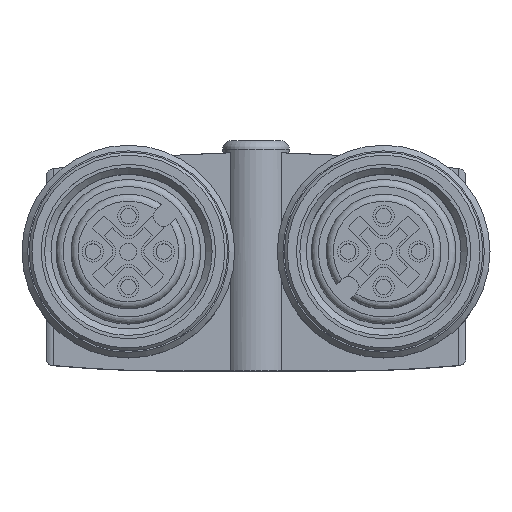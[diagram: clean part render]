
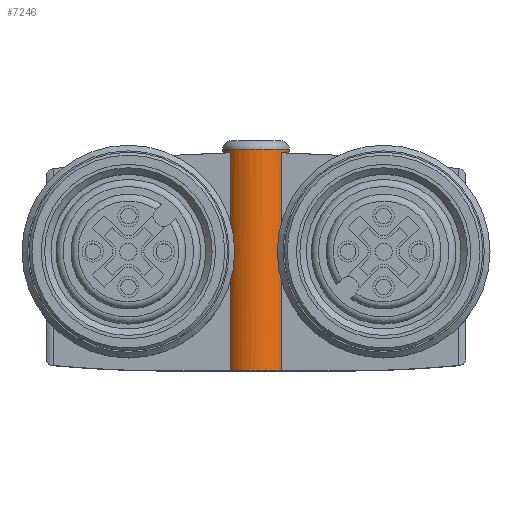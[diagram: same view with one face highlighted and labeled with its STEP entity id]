
A CAD part, top view. The second image highlights one B-rep face of the part: STEP entity #7246.
In plain terms, the highlighted cylindrical face has radius 2.35 mm (diameter 4.7 mm), a full revolution.
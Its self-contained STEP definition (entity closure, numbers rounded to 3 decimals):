
#247=B_SPLINE_CURVE_WITH_KNOTS('',3,(#10286,#10287,#10288,#10289,#10290,
#10291,#10292,#10293,#10294,#10295,#10296),.UNSPECIFIED.,.F.,.F.,(4,1,1,
1,1,1,1,1,4),(0.,0.001,0.003,0.004,
0.005,0.007,0.008,0.009,
0.011),.UNSPECIFIED.);
#311=LINE('',#10228,#699);
#326=LINE('',#10310,#714);
#699=VECTOR('',#8363,1000.);
#714=VECTOR('',#8410,1000.);
#1205=ORIENTED_EDGE('',*,*,#2658,.F.);
#1206=ORIENTED_EDGE('',*,*,#2680,.T.);
#1207=ORIENTED_EDGE('',*,*,#2674,.T.);
#1208=ORIENTED_EDGE('',*,*,#2649,.T.);
#1209=ORIENTED_EDGE('',*,*,#2703,.T.);
#2649=EDGE_CURVE('',#3406,#3405,#311,.T.);
#2658=EDGE_CURVE('',#3414,#3405,#3915,.T.);
#2674=EDGE_CURVE('',#3426,#3406,#247,.T.);
#2680=EDGE_CURVE('',#3414,#3426,#326,.F.);
#2703=EDGE_CURVE('',#3442,#3442,#3922,.T.);
#3405=VERTEX_POINT('',#10227);
#3406=VERTEX_POINT('',#10229);
#3414=VERTEX_POINT('',#10247);
#3426=VERTEX_POINT('',#10297);
#3442=VERTEX_POINT('',#10391);
#3915=CIRCLE('',#7625,2.35);
#3922=CIRCLE('',#7644,2.35);
#4252=EDGE_LOOP('',(#1205,#1206,#1207,#1208));
#4253=EDGE_LOOP('',(#1209));
#4737=FACE_BOUND('',#4252,.T.);
#4738=FACE_BOUND('',#4253,.T.);
#5207=CYLINDRICAL_SURFACE('',#7643,2.35);
#7246=ADVANCED_FACE('',(#4737,#4738),#5207,.T.);
#7625=AXIS2_PLACEMENT_3D('',#10248,#8380,#8381);
#7643=AXIS2_PLACEMENT_3D('',#10389,#8437,#8438);
#7644=AXIS2_PLACEMENT_3D('',#10390,#8439,#8440);
#8363=DIRECTION('',(0.,-1.,0.));
#8380=DIRECTION('',(0.,-1.,0.));
#8381=DIRECTION('',(0.,0.,-1.));
#8410=DIRECTION('',(0.,-1.,0.));
#8437=DIRECTION('',(0.,-1.,0.));
#8438=DIRECTION('',(0.,0.,-1.));
#8439=DIRECTION('',(0.,-1.,0.));
#8440=DIRECTION('',(0.,0.,-1.));
#10227=CARTESIAN_POINT('',(1.809,-8.4,0.));
#10228=CARTESIAN_POINT('',(1.809,-8.4,0.));
#10229=CARTESIAN_POINT('',(1.809,6.982,0.));
#10247=CARTESIAN_POINT('',(-1.809,-8.4,0.));
#10248=CARTESIAN_POINT('',(0.,-8.4,1.5));
#10286=CARTESIAN_POINT('',(-1.809,6.982,0.));
#10287=CARTESIAN_POINT('',(-2.095,6.976,0.344));
#10288=CARTESIAN_POINT('',(-2.457,6.966,1.184));
#10289=CARTESIAN_POINT('',(-2.244,6.973,2.555));
#10290=CARTESIAN_POINT('',(-1.329,6.993,3.592));
#10291=CARTESIAN_POINT('',(-0.003,7.004,3.979));
#10292=CARTESIAN_POINT('',(1.328,6.993,3.593));
#10293=CARTESIAN_POINT('',(2.243,6.973,2.555));
#10294=CARTESIAN_POINT('',(2.459,6.966,1.19));
#10295=CARTESIAN_POINT('',(2.095,6.976,0.344));
#10296=CARTESIAN_POINT('',(1.809,6.982,0.));
#10297=CARTESIAN_POINT('',(-1.809,6.982,0.));
#10310=CARTESIAN_POINT('',(-1.809,-8.4,0.));
#10389=CARTESIAN_POINT('',(0.,-8.4,1.5));
#10390=CARTESIAN_POINT('',(0.,7.23,1.5));
#10391=CARTESIAN_POINT('',(0.,7.23,-0.85));
